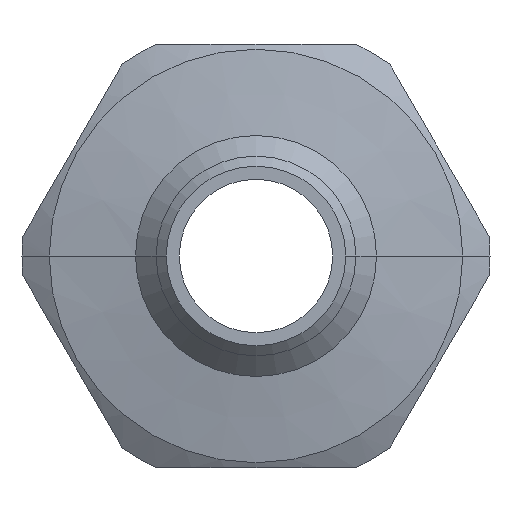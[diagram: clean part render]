
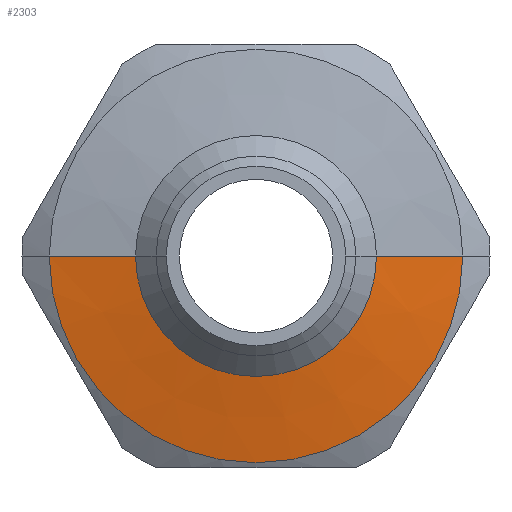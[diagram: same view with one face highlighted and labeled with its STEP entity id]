
A CAD part, left-side view. The second image highlights one B-rep face of the part: STEP entity #2303.
In plain terms, the highlighted conical face has half-angle 80 degrees and reference radius 8.113 mm.
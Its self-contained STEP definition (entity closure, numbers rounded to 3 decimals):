
#190=CARTESIAN_POINT('',(-20.446,0.,0.));
#191=DIRECTION('',(1.,0.,0.));
#192=DIRECTION('',(0.,-1.,0.));
#193=AXIS2_PLACEMENT_3D('',#190,#191,#192);
#931=DIRECTION('',(0.174,0.985,0.));
#932=VECTOR('',#931,4.341);
#933=CARTESIAN_POINT('',(-21.2,5.975,0.));
#934=LINE('',#933,#932);
#935=CARTESIAN_POINT('',(-21.2,0.,0.));
#936=DIRECTION('',(1.,0.,0.));
#937=DIRECTION('',(0.,-1.,0.));
#938=AXIS2_PLACEMENT_3D('',#935,#936,#937);
#940=DIRECTION('',(0.174,-0.985,0.));
#941=VECTOR('',#940,4.341);
#942=CARTESIAN_POINT('',(-21.2,-5.975,0.));
#943=LINE('',#942,#941);
#1015=CARTESIAN_POINT('',(-20.446,-10.25,0.));
#1017=VERTEX_POINT('',#1015);
#1019=CARTESIAN_POINT('',(-20.446,10.25,0.));
#1021=VERTEX_POINT('',#1019);
#1107=CARTESIAN_POINT('',(-21.2,-5.975,0.));
#1108=VERTEX_POINT('',#1107);
#1109=CARTESIAN_POINT('',(-21.2,5.975,0.));
#1110=VERTEX_POINT('',#1109);
#2290=CARTESIAN_POINT('',(-20.823,0.,0.));
#2291=DIRECTION('',(1.,0.,0.));
#2292=DIRECTION('',(0.,1.,0.));
#2293=AXIS2_PLACEMENT_3D('',#2290,#2291,#2292);
#2294=CONICAL_SURFACE('',#2293,8.113,80.);
#2295=ORIENTED_EDGE('',*,*,#1336,.T.);
#2297=ORIENTED_EDGE('',*,*,#2296,.F.);
#2298=ORIENTED_EDGE('',*,*,#2284,.F.);
#2300=ORIENTED_EDGE('',*,*,#2299,.T.);
#2301=EDGE_LOOP('',(#2295,#2297,#2298,#2300));
#2302=FACE_OUTER_BOUND('',#2301,.F.);
#194=CIRCLE('',#193,10.25);
#939=CIRCLE('',#938,5.975);
#1336=EDGE_CURVE('',#1017,#1021,#194,.T.);
#2284=EDGE_CURVE('',#1108,#1110,#939,.T.);
#2296=EDGE_CURVE('',#1110,#1021,#934,.T.);
#2299=EDGE_CURVE('',#1108,#1017,#943,.T.);
#2303=ADVANCED_FACE('',(#2302),#2294,.T.);
